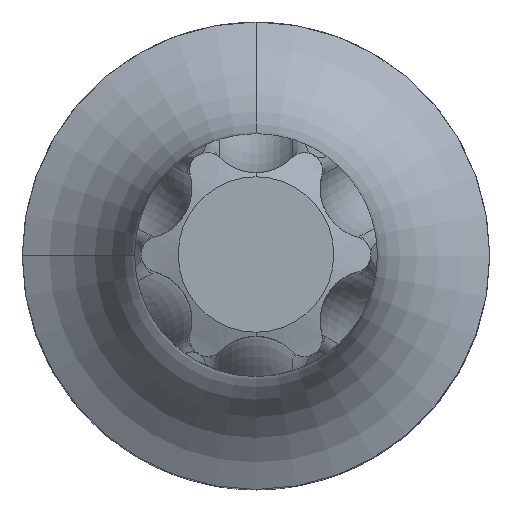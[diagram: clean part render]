
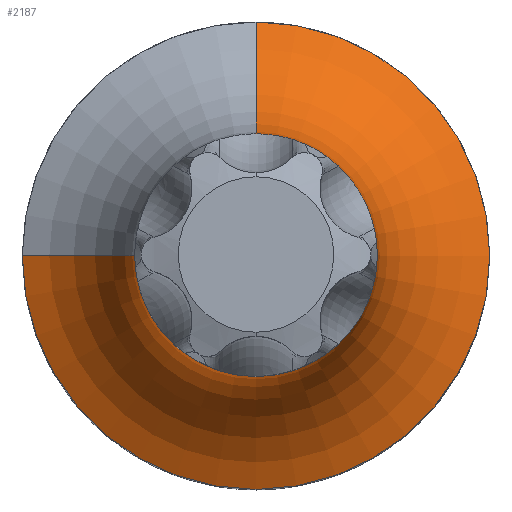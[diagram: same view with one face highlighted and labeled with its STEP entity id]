
A CAD part, top view. The second image highlights one B-rep face of the part: STEP entity #2187.
In plain terms, the highlighted toroidal (fillet/blend) face has major radius 17 mm and minor radius 10 mm.
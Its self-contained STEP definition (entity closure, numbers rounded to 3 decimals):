
#163=CARTESIAN_POINT('',(0.,0.,19.));
#164=DIRECTION('',(0.,0.,1.));
#165=DIRECTION('',(1.,0.,0.));
#166=AXIS2_PLACEMENT_3D('',#163,#164,#165);
#404=CARTESIAN_POINT('',(0.,0.,28.367));
#405=DIRECTION('',(0.,0.,1.));
#406=DIRECTION('',(0.,-1.,0.));
#407=AXIS2_PLACEMENT_3D('',#404,#405,#406);
#409=CARTESIAN_POINT('',(0.,0.,19.));
#410=DIRECTION('',(0.,0.,-1.));
#411=DIRECTION('',(1.,0.,0.));
#412=AXIS2_PLACEMENT_3D('',#409,#410,#411);
#414=CARTESIAN_POINT('',(-17.,0.,28.367));
#415=DIRECTION('',(0.,-1.,0.));
#416=DIRECTION('',(0.35,0.,-0.937));
#417=AXIS2_PLACEMENT_3D('',#414,#415,#416);
#761=CARTESIAN_POINT('',(0.,0.,28.367));
#762=DIRECTION('',(0.,0.,1.));
#763=DIRECTION('',(-1.,0.,0.));
#764=AXIS2_PLACEMENT_3D('',#761,#762,#763);
#1483=CARTESIAN_POINT('',(0.,17.,28.367));
#1484=DIRECTION('',(-1.,0.,0.));
#1485=DIRECTION('',(0.,-0.35,-0.937));
#1486=AXIS2_PLACEMENT_3D('',#1483,#1484,#1485);
#1765=CARTESIAN_POINT('',(13.5,0.,19.));
#1766=CARTESIAN_POINT('',(0.,13.5,19.));
#1767=VERTEX_POINT('',#1765);
#1768=VERTEX_POINT('',#1766);
#1769=CARTESIAN_POINT('',(-13.5,0.,19.));
#1770=VERTEX_POINT('',#1769);
#1771=CARTESIAN_POINT('',(0.,7.,28.367));
#1772=CARTESIAN_POINT('',(-7.,0.,28.367));
#1773=VERTEX_POINT('',#1771);
#1774=VERTEX_POINT('',#1772);
#1775=CARTESIAN_POINT('',(0.,-7.,28.367));
#1776=VERTEX_POINT('',#1775);
#2170=CARTESIAN_POINT('',(0.,0.,28.367));
#2171=DIRECTION('',(0.,0.,1.));
#2172=DIRECTION('',(-0.016,-1.,0.));
#2173=AXIS2_PLACEMENT_3D('',#2170,#2171,#2172);
#2174=TOROIDAL_SURFACE('',#2173,17.,10.);
#2176=ORIENTED_EDGE('',*,*,#2175,.T.);
#2178=ORIENTED_EDGE('',*,*,#2177,.F.);
#2179=ORIENTED_EDGE('',*,*,#2013,.F.);
#2180=ORIENTED_EDGE('',*,*,#2122,.T.);
#2182=ORIENTED_EDGE('',*,*,#2181,.T.);
#2184=ORIENTED_EDGE('',*,*,#2183,.T.);
#2185=EDGE_LOOP('',(#2176,#2178,#2179,#2180,#2182,#2184));
#2186=FACE_OUTER_BOUND('',#2185,.F.);
#2187=ADVANCED_FACE('',(#2186),#2174,.F.);
#167=CIRCLE('',#166,13.5);
#408=CIRCLE('',#407,7.);
#413=CIRCLE('',#412,13.5);
#418=CIRCLE('',#417,10.);
#765=CIRCLE('',#764,7.);
#1487=CIRCLE('',#1486,10.);
#2013=EDGE_CURVE('',#1767,#1768,#167,.T.);
#2122=EDGE_CURVE('',#1767,#1770,#413,.T.);
#2175=EDGE_CURVE('',#1776,#1773,#408,.T.);
#2177=EDGE_CURVE('',#1768,#1773,#1487,.T.);
#2181=EDGE_CURVE('',#1770,#1774,#418,.T.);
#2183=EDGE_CURVE('',#1774,#1776,#765,.T.);
